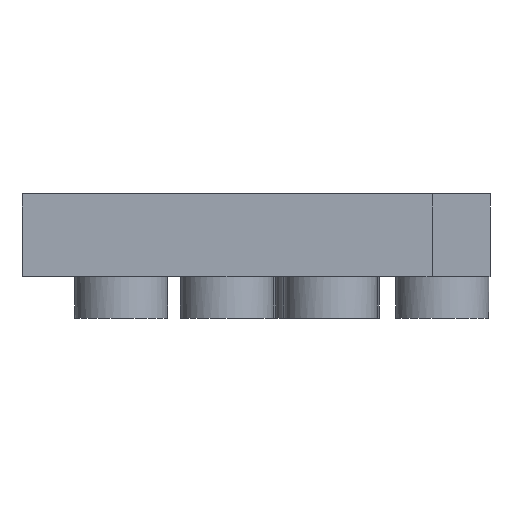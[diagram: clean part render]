
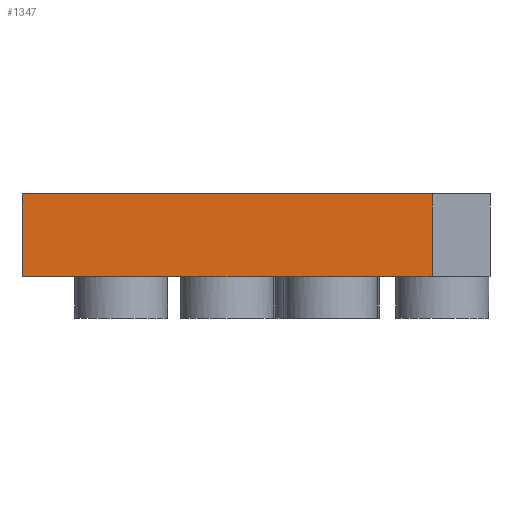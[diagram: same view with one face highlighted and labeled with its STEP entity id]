
A CAD part, left-side view. The second image highlights one B-rep face of the part: STEP entity #1347.
In plain terms, the highlighted planar face has unit normal (-1, 0, 0).
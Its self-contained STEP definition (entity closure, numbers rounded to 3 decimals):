
#87=FACE_OUTER_BOUND('',#175,.T.);
#175=EDGE_LOOP('',(#920,#921,#922,#923,#924,#925));
#322=LINE('',#2131,#449);
#324=LINE('',#2144,#451);
#329=LINE('',#2153,#456);
#330=LINE('',#2156,#457);
#336=LINE('',#2167,#463);
#337=LINE('',#2169,#464);
#449=VECTOR('',#1675,10.);
#451=VECTOR('',#1693,10.);
#456=VECTOR('',#1700,10.);
#457=VECTOR('',#1703,10.);
#463=VECTOR('',#1713,10.);
#464=VECTOR('',#1716,10.);
#577=VERTEX_POINT('',#2129);
#578=VERTEX_POINT('',#2130);
#581=VERTEX_POINT('',#2143);
#584=VERTEX_POINT('',#2151);
#585=VERTEX_POINT('',#2155);
#588=VERTEX_POINT('',#2165);
#695=EDGE_CURVE('',#577,#578,#322,.T.);
#702=EDGE_CURVE('',#581,#577,#324,.T.);
#707=EDGE_CURVE('',#578,#584,#329,.T.);
#708=EDGE_CURVE('',#581,#585,#330,.T.);
#714=EDGE_CURVE('',#584,#588,#336,.T.);
#715=EDGE_CURVE('',#585,#588,#337,.T.);
#920=ORIENTED_EDGE('',*,*,#702,.T.);
#921=ORIENTED_EDGE('',*,*,#695,.T.);
#922=ORIENTED_EDGE('',*,*,#707,.T.);
#923=ORIENTED_EDGE('',*,*,#714,.T.);
#924=ORIENTED_EDGE('',*,*,#715,.F.);
#925=ORIENTED_EDGE('',*,*,#708,.F.);
#1274=PLANE('',#1516);
#1347=ADVANCED_FACE('',(#87),#1274,.T.);
#1516=AXIS2_PLACEMENT_3D('',#2168,#1714,#1715);
#1675=DIRECTION('',(0.,-1.,0.));
#1693=DIRECTION('',(0.,-1.,0.));
#1700=DIRECTION('',(0.,-1.,0.));
#1703=DIRECTION('',(0.,0.,1.));
#1713=DIRECTION('',(0.,0.,1.));
#1714=DIRECTION('center_axis',(-1.,0.,0.));
#1715=DIRECTION('ref_axis',(0.,-1.,0.));
#1716=DIRECTION('',(0.,-1.,0.));
#2129=CARTESIAN_POINT('',(0.,11.661,0.));
#2130=CARTESIAN_POINT('',(0.,8.139,0.));
#2131=CARTESIAN_POINT('',(0.,19.8,0.));
#2143=CARTESIAN_POINT('',(0.,19.8,0.));
#2144=CARTESIAN_POINT('',(0.,19.8,0.));
#2151=CARTESIAN_POINT('',(0.,0.,0.));
#2153=CARTESIAN_POINT('',(0.,19.8,0.));
#2155=CARTESIAN_POINT('',(0.,19.8,4.));
#2156=CARTESIAN_POINT('',(0.,19.8,0.));
#2165=CARTESIAN_POINT('',(0.,0.,4.));
#2167=CARTESIAN_POINT('',(0.,0.,0.));
#2168=CARTESIAN_POINT('Origin',(0.,19.8,0.));
#2169=CARTESIAN_POINT('',(0.,19.8,4.));
